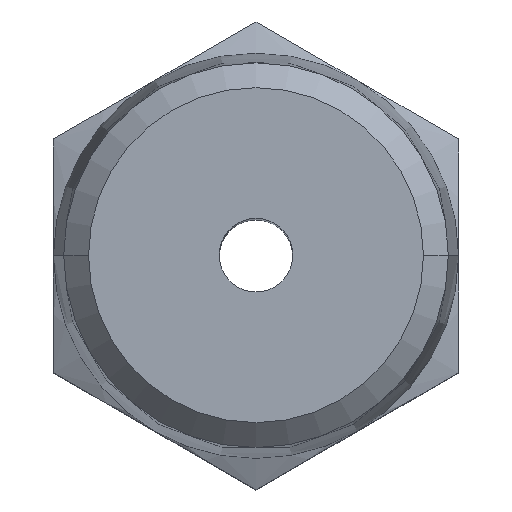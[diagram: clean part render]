
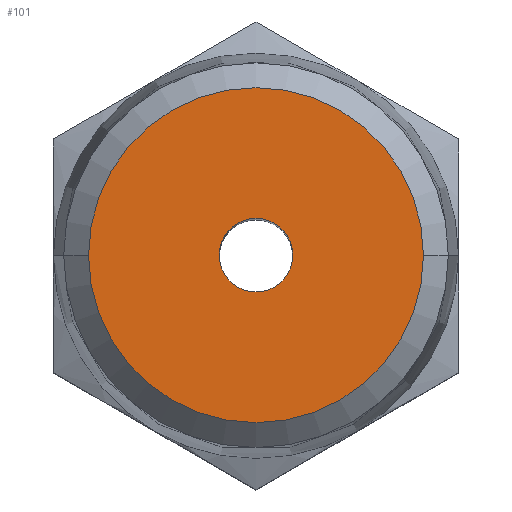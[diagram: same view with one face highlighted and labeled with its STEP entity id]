
A CAD part, top view. The second image highlights one B-rep face of the part: STEP entity #101.
In plain terms, the highlighted planar face has unit normal (0, 0, 1).
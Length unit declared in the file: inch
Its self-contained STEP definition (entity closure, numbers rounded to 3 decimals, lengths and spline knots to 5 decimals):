
#20 = DIRECTION ( 'NONE',  ( 0., 0., 1. ) ) ;
#26 = ORIENTED_EDGE ( 'NONE', *, *, #691, .T. ) ;
#33 = CARTESIAN_POINT ( 'NONE',  ( -0.03937, 0., 0.51181 ) ) ;
#52 = CARTESIAN_POINT ( 'NONE',  ( 0., 0., 0.51181 ) ) ;
#58 = DIRECTION ( 'NONE',  ( 1., 0., 0. ) ) ;
#66 = DIRECTION ( 'NONE',  ( 1., 0., 0. ) ) ;
#101 = ADVANCED_FACE ( 'NONE', ( #656, #719 ), #256, .T. ) ;
#104 = DIRECTION ( 'NONE',  ( 1., 0., 0. ) ) ;
#126 = ORIENTED_EDGE ( 'NONE', *, *, #963, .F. ) ;
#137 = CIRCLE ( 'NONE', #945, 0.03937 ) ;
#148 = DIRECTION ( 'NONE',  ( 0., 0., 1. ) ) ;
#224 = DIRECTION ( 'NONE',  ( 0., 0., 1. ) ) ;
#244 = DIRECTION ( 'NONE',  ( 0., 0., 1. ) ) ;
#251 = CIRCLE ( 'NONE', #738, 0.17907 ) ;
#256 = PLANE ( 'NONE',  #799 ) ;
#271 = VERTEX_POINT ( 'NONE', #983 ) ;
#283 = CARTESIAN_POINT ( 'NONE',  ( 0.03937, 0., 0.51181 ) ) ;
#322 = CIRCLE ( 'NONE', #861, 0.17907 ) ;
#328 = ORIENTED_EDGE ( 'NONE', *, *, #821, .T. ) ;
#434 = CIRCLE ( 'NONE', #1024, 0.03937 ) ;
#483 = EDGE_LOOP ( 'NONE', ( #328, #26 ) ) ;
#566 = CARTESIAN_POINT ( 'NONE',  ( 0., 0., 0.51181 ) ) ;
#572 = CARTESIAN_POINT ( 'NONE',  ( 0., 0., 0.51181 ) ) ;
#583 = VERTEX_POINT ( 'NONE', #33 ) ;
#601 = DIRECTION ( 'NONE',  ( 0., 0., 1. ) ) ;
#602 = ORIENTED_EDGE ( 'NONE', *, *, #886, .F. ) ;
#613 = CARTESIAN_POINT ( 'NONE',  ( 0., 0., 0.51181 ) ) ;
#619 = VERTEX_POINT ( 'NONE', #696 ) ;
#644 = DIRECTION ( 'NONE',  ( 1., 0., 0. ) ) ;
#656 = FACE_OUTER_BOUND ( 'NONE', #483, .T. ) ;
#667 = EDGE_LOOP ( 'NONE', ( #126, #602 ) ) ;
#691 = EDGE_CURVE ( 'NONE', #271, #619, #322, .T. ) ;
#696 = CARTESIAN_POINT ( 'NONE',  ( -0.17907, 0., 0.51181 ) ) ;
#709 = CARTESIAN_POINT ( 'NONE',  ( 0., 0., 0.51181 ) ) ;
#719 = FACE_BOUND ( 'NONE', #667, .T. ) ;
#738 = AXIS2_PLACEMENT_3D ( 'NONE', #52, #224, #58 ) ;
#799 = AXIS2_PLACEMENT_3D ( 'NONE', #566, #244, #802 ) ;
#802 = DIRECTION ( 'NONE',  ( 1., 0., 0. ) ) ;
#821 = EDGE_CURVE ( 'NONE', #619, #271, #251, .T. ) ;
#828 = VERTEX_POINT ( 'NONE', #283 ) ;
#861 = AXIS2_PLACEMENT_3D ( 'NONE', #572, #20, #104 ) ;
#886 = EDGE_CURVE ( 'NONE', #828, #583, #434, .T. ) ;
#945 = AXIS2_PLACEMENT_3D ( 'NONE', #709, #148, #644 ) ;
#963 = EDGE_CURVE ( 'NONE', #583, #828, #137, .T. ) ;
#983 = CARTESIAN_POINT ( 'NONE',  ( 0.17907, 0., 0.51181 ) ) ;
#1024 = AXIS2_PLACEMENT_3D ( 'NONE', #613, #601, #66 ) ;
